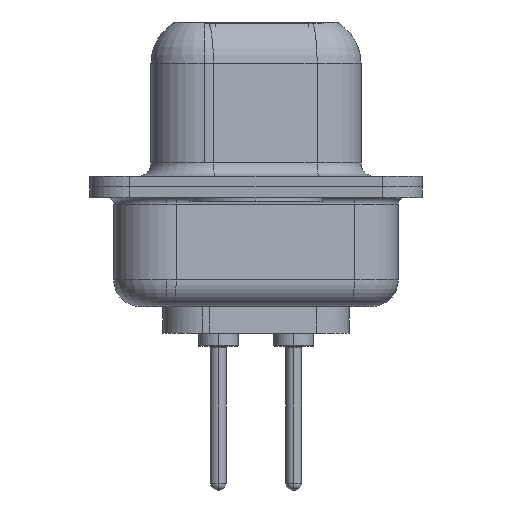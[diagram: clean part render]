
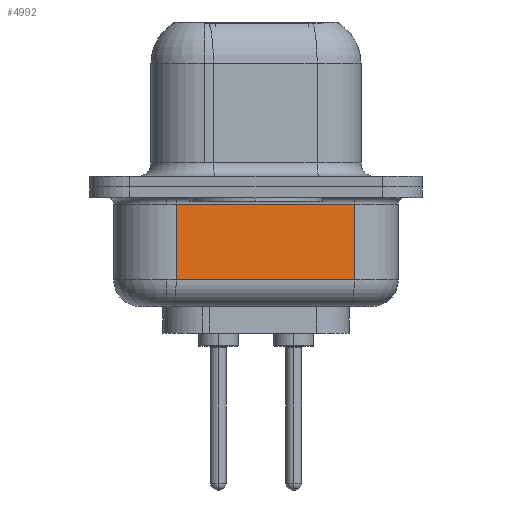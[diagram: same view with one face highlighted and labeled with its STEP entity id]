
A CAD part, left-side view. The second image highlights one B-rep face of the part: STEP entity #4992.
In plain terms, the highlighted planar face has unit normal (-0.985, -0.174, 0).
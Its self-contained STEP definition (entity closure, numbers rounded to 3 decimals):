
#44 = EDGE_CURVE ( 'NONE', #8897, #5671, #4916, .T. ) ;
#460 = CARTESIAN_POINT ( 'NONE',  ( 2.88, 3.003, -4.5 ) ) ;
#918 = CARTESIAN_POINT ( 'NONE',  ( 2.88, 3.003, -3.5 ) ) ;
#1030 = CARTESIAN_POINT ( 'NONE',  ( 4.062, -3.697, -0.65 ) ) ;
#1107 = VECTOR ( 'NONE', #10604, 1000. ) ;
#1343 = EDGE_CURVE ( 'NONE', #3906, #13684, #3564, .T. ) ;
#1690 = ORIENTED_EDGE ( 'NONE', *, *, #5010, .T. ) ;
#2413 = ORIENTED_EDGE ( 'NONE', *, *, #44, .T. ) ;
#2476 = CARTESIAN_POINT ( 'NONE',  ( 2.88, 3.003, -4.5 ) ) ;
#2647 = CARTESIAN_POINT ( 'NONE',  ( 2.88, 3.003, -0.65 ) ) ;
#3564 = LINE ( 'NONE', #3798, #15950 ) ;
#3798 = CARTESIAN_POINT ( 'NONE',  ( 2.88, 3.003, -0.65 ) ) ;
#3906 = VERTEX_POINT ( 'NONE', #1030 ) ;
#4109 = LINE ( 'NONE', #4358, #1107 ) ;
#4192 = AXIS2_PLACEMENT_3D ( 'NONE', #460, #9221, #15358 ) ;
#4358 = CARTESIAN_POINT ( 'NONE',  ( 4.062, -3.697, -4.5 ) ) ;
#4916 = LINE ( 'NONE', #11392, #10743 ) ;
#4992 = ADVANCED_FACE ( 'NONE', ( #5644 ), #13038, .F. ) ;
#5010 = EDGE_CURVE ( 'NONE', #5671, #3906, #4109, .T. ) ;
#5611 = VECTOR ( 'NONE', #15745, 1000. ) ;
#5644 = FACE_OUTER_BOUND ( 'NONE', #11280, .T. ) ;
#5671 = VERTEX_POINT ( 'NONE', #14607 ) ;
#7000 = EDGE_CURVE ( 'NONE', #8897, #13684, #10843, .T. ) ;
#8580 = DIRECTION ( 'NONE',  ( -0.174, 0.985, 0. ) ) ;
#8867 = DIRECTION ( 'NONE',  ( 0.174, -0.985, 0. ) ) ;
#8897 = VERTEX_POINT ( 'NONE', #918 ) ;
#9221 = DIRECTION ( 'NONE',  ( 0.985, 0.174, 0. ) ) ;
#10604 = DIRECTION ( 'NONE',  ( 0., 0., 1. ) ) ;
#10743 = VECTOR ( 'NONE', #8867, 1000. ) ;
#10843 = LINE ( 'NONE', #2476, #5611 ) ;
#11280 = EDGE_LOOP ( 'NONE', ( #15509, #2413, #1690, #13596 ) ) ;
#11392 = CARTESIAN_POINT ( 'NONE',  ( 2.88, 3.003, -3.5 ) ) ;
#13038 = PLANE ( 'NONE',  #4192 ) ;
#13596 = ORIENTED_EDGE ( 'NONE', *, *, #1343, .T. ) ;
#13684 = VERTEX_POINT ( 'NONE', #2647 ) ;
#14607 = CARTESIAN_POINT ( 'NONE',  ( 4.062, -3.697, -3.5 ) ) ;
#15358 = DIRECTION ( 'NONE',  ( -0.174, 0.985, 0. ) ) ;
#15509 = ORIENTED_EDGE ( 'NONE', *, *, #7000, .F. ) ;
#15745 = DIRECTION ( 'NONE',  ( 0., 0., 1. ) ) ;
#15950 = VECTOR ( 'NONE', #8580, 1000. ) ;
